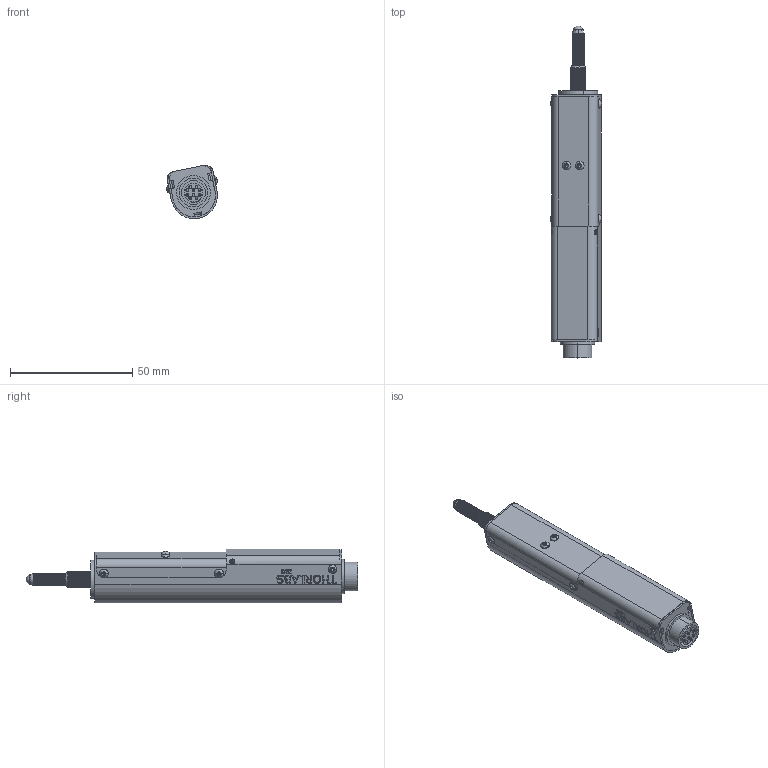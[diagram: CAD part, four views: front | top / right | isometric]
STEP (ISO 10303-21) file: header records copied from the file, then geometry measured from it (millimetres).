
FILE_DESCRIPTION (( 'STEP AP214' ), '1' );
FILE_NAME ('12137-E0W.step', '2007-11-13T04:54:24', ( ' ' ), ( ' ' ), 'SwSTEP 2.0', 'SolidWorks 2007', '' );
FILE_SCHEMA (( 'AUTOMOTIVE_DESIGN' ));
Length unit declared in the file: inch
Products named in the file (1): 12137-E0W
Bounding box: 20.97 x 135.87 x 21.92 mm (x, y, z)
Surface area: 10124 mm2 (no closed solid volume)
Topology: 0 solids, 28 shells, 526 faces, 1741 edges, 1231 vertices
Faces by surface type: cylinder 347, plane 126, cone 29, sphere 20, bspline 4
Entity records: 38635 total; most frequent: CARTESIAN_POINT 18328, ORIENTED_EDGE 3170, DIRECTION 2361, EDGE_CURVE 1718, VERTEX_POINT 1228, AXIS2_PLACEMENT_3D 790, VECTOR 781, LINE 781
